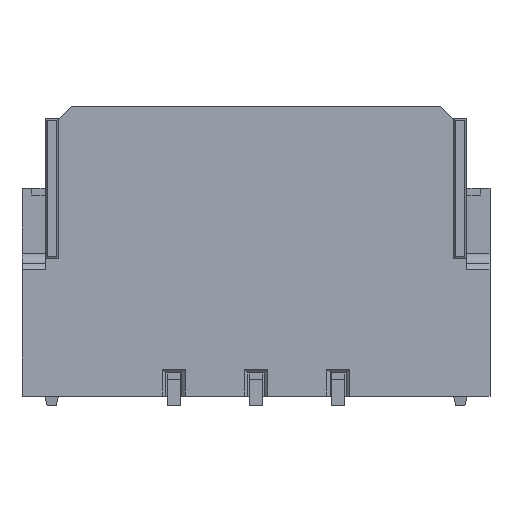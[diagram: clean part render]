
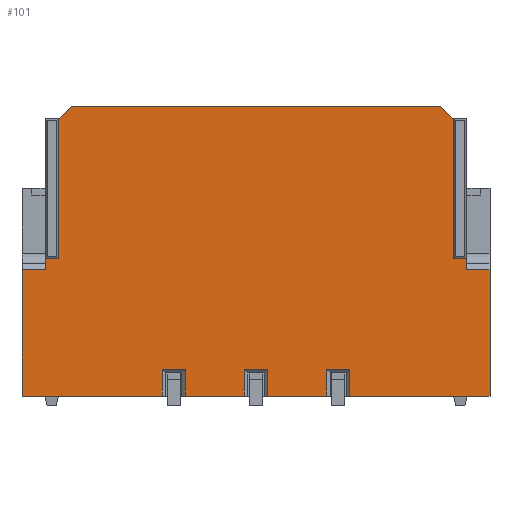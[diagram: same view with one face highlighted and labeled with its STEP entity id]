
A CAD part, front view. The second image highlights one B-rep face of the part: STEP entity #101.
In plain terms, the highlighted planar face has unit normal (0, -1, 0).
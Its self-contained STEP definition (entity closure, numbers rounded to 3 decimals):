
#101=ADVANCED_FACE('',(#490),#491,.T.);
#490=FACE_OUTER_BOUND('',#1188,.T.);
#491=PLANE('',#1189);
#1188=EDGE_LOOP('',(#2149,#2150,#2151,#2152,#2153,#2154,#2155,#2156,#2157,#2158,#2159,#2160,#2161,#2162,#2163,#2164,#2165,#2166,#2167,#2168,#2169,#2170,#2171,#2172,#2173,#2174));
#1189=AXIS2_PLACEMENT_3D('',#2175,#2176,#2177);
#2149=ORIENTED_EDGE('',*,*,#5004,.T.);
#2150=ORIENTED_EDGE('',*,*,#5000,.T.);
#2151=ORIENTED_EDGE('',*,*,#4864,.T.);
#2152=ORIENTED_EDGE('',*,*,#5005,.T.);
#2153=ORIENTED_EDGE('',*,*,#5006,.T.);
#2154=ORIENTED_EDGE('',*,*,#5007,.T.);
#2155=ORIENTED_EDGE('',*,*,#5008,.F.);
#2156=ORIENTED_EDGE('',*,*,#5009,.T.);
#2157=ORIENTED_EDGE('',*,*,#5010,.T.);
#2158=ORIENTED_EDGE('',*,*,#5011,.F.);
#2159=ORIENTED_EDGE('',*,*,#5012,.T.);
#2160=ORIENTED_EDGE('',*,*,#5013,.F.);
#2161=ORIENTED_EDGE('',*,*,#5014,.T.);
#2162=ORIENTED_EDGE('',*,*,#5015,.T.);
#2163=ORIENTED_EDGE('',*,*,#5016,.T.);
#2164=ORIENTED_EDGE('',*,*,#5017,.F.);
#2165=ORIENTED_EDGE('',*,*,#4852,.T.);
#2166=ORIENTED_EDGE('',*,*,#5018,.T.);
#2167=ORIENTED_EDGE('',*,*,#5019,.T.);
#2168=ORIENTED_EDGE('',*,*,#5020,.T.);
#2169=ORIENTED_EDGE('',*,*,#4842,.T.);
#2170=ORIENTED_EDGE('',*,*,#5021,.T.);
#2171=ORIENTED_EDGE('',*,*,#5022,.T.);
#2172=ORIENTED_EDGE('',*,*,#5023,.T.);
#2173=ORIENTED_EDGE('',*,*,#4832,.T.);
#2174=ORIENTED_EDGE('',*,*,#5024,.T.);
#2175=CARTESIAN_POINT('',(-3.55,-2.725,-2.2));
#2176=DIRECTION('',(0.0,-1.0,0.0));
#2177=DIRECTION('',(0.0,0.0,-1.0));
#4832=EDGE_CURVE('',#5847,#5848,#5849,.T.);
#4842=EDGE_CURVE('',#5868,#5866,#5869,.T.);
#4852=EDGE_CURVE('',#5888,#5886,#5889,.T.);
#4864=EDGE_CURVE('',#5912,#5910,#5913,.T.);
#5000=EDGE_CURVE('',#6161,#5912,#6162,.T.);
#5004=EDGE_CURVE('',#6164,#6161,#6168,.T.);
#5005=EDGE_CURVE('',#5910,#6169,#6170,.T.);
#5006=EDGE_CURVE('',#6169,#6171,#6172,.T.);
#5007=EDGE_CURVE('',#6171,#6173,#6174,.T.);
#5008=EDGE_CURVE('',#6175,#6173,#6176,.T.);
#5009=EDGE_CURVE('',#6175,#6177,#6178,.T.);
#5010=EDGE_CURVE('',#6177,#6179,#6180,.T.);
#5011=EDGE_CURVE('',#6181,#6179,#6182,.T.);
#5012=EDGE_CURVE('',#6181,#6183,#6184,.T.);
#5013=EDGE_CURVE('',#6185,#6183,#6186,.T.);
#5014=EDGE_CURVE('',#6185,#6187,#6188,.T.);
#5015=EDGE_CURVE('',#6187,#6189,#6190,.T.);
#5016=EDGE_CURVE('',#6189,#6191,#6192,.T.);
#5017=EDGE_CURVE('',#5888,#6191,#6193,.T.);
#5018=EDGE_CURVE('',#5886,#6194,#6195,.T.);
#5019=EDGE_CURVE('',#6194,#6196,#6197,.T.);
#5020=EDGE_CURVE('',#6196,#5868,#6198,.T.);
#5021=EDGE_CURVE('',#5866,#6199,#6200,.T.);
#5022=EDGE_CURVE('',#6199,#6201,#6202,.T.);
#5023=EDGE_CURVE('',#6201,#5847,#6203,.T.);
#5024=EDGE_CURVE('',#5848,#6164,#6204,.T.);
#5847=VERTEX_POINT('',#7454);
#5848=VERTEX_POINT('',#7455);
#5849=LINE('',#7456,#7457);
#5866=VERTEX_POINT('',#7482);
#5868=VERTEX_POINT('',#7485);
#5869=LINE('',#7486,#7487);
#5886=VERTEX_POINT('',#7512);
#5888=VERTEX_POINT('',#7515);
#5889=LINE('',#7516,#7517);
#5910=VERTEX_POINT('',#7548);
#5912=VERTEX_POINT('',#7551);
#5913=LINE('',#7552,#7553);
#6161=VERTEX_POINT('',#7934);
#6162=LINE('',#7935,#7936);
#6164=VERTEX_POINT('',#7939);
#6168=LINE('',#7945,#7946);
#6169=VERTEX_POINT('',#7947);
#6170=LINE('',#7948,#7949);
#6171=VERTEX_POINT('',#7950);
#6172=LINE('',#7951,#7952);
#6173=VERTEX_POINT('',#7953);
#6174=LINE('',#7954,#7955);
#6175=VERTEX_POINT('',#7956);
#6176=LINE('',#7957,#7958);
#6177=VERTEX_POINT('',#7959);
#6178=LINE('',#7960,#7961);
#6179=VERTEX_POINT('',#7962);
#6180=LINE('',#7963,#7964);
#6181=VERTEX_POINT('',#7965);
#6182=LINE('',#7966,#7967);
#6183=VERTEX_POINT('',#7968);
#6184=LINE('',#7969,#7970);
#6185=VERTEX_POINT('',#7971);
#6186=LINE('',#7972,#7973);
#6187=VERTEX_POINT('',#7974);
#6188=LINE('',#7975,#7976);
#6189=VERTEX_POINT('',#7977);
#6190=LINE('',#7978,#7979);
#6191=VERTEX_POINT('',#7980);
#6192=LINE('',#7981,#7982);
#6193=LINE('',#7983,#7984);
#6194=VERTEX_POINT('',#7985);
#6195=LINE('',#7986,#7987);
#6196=VERTEX_POINT('',#7988);
#6197=LINE('',#7989,#7990);
#6198=LINE('',#7991,#7992);
#6199=VERTEX_POINT('',#7993);
#6200=LINE('',#7994,#7995);
#6201=VERTEX_POINT('',#7996);
#6202=LINE('',#7997,#7998);
#6203=LINE('',#7999,#8000);
#6204=LINE('',#8001,#8002);
#7454=CARTESIAN_POINT('',(0.175,-2.725,-2.2));
#7455=CARTESIAN_POINT('',(1.075,-2.725,-2.2));
#7456=CARTESIAN_POINT('',(0.175,-2.725,-2.2));
#7457=VECTOR('',#9928,0.9);
#7482=CARTESIAN_POINT('',(-0.175,-2.725,-2.2));
#7485=CARTESIAN_POINT('',(-1.075,-2.725,-2.2));
#7486=CARTESIAN_POINT('',(-1.075,-2.725,-2.2));
#7487=VECTOR('',#9938,0.9);
#7512=CARTESIAN_POINT('',(-1.425,-2.725,-2.2));
#7515=CARTESIAN_POINT('',(-3.55,-2.725,-2.2));
#7516=CARTESIAN_POINT('',(-3.55,-2.725,-2.2));
#7517=VECTOR('',#9948,2.125);
#7548=CARTESIAN_POINT('',(3.55,-2.725,-2.2));
#7551=CARTESIAN_POINT('',(1.425,-2.725,-2.2));
#7552=CARTESIAN_POINT('',(1.425,-2.725,-2.2));
#7553=VECTOR('',#9960,2.125);
#7934=CARTESIAN_POINT('',(1.425,-2.725,-1.8));
#7935=CARTESIAN_POINT('',(1.425,-2.725,-1.8));
#7936=VECTOR('',#10100,0.4);
#7939=CARTESIAN_POINT('',(1.075,-2.725,-1.8));
#7945=CARTESIAN_POINT('',(1.075,-2.725,-1.8));
#7946=VECTOR('',#10104,0.35);
#7947=CARTESIAN_POINT('',(3.55,-2.725,-0.285));
#7948=CARTESIAN_POINT('',(3.55,-2.725,-2.2));
#7949=VECTOR('',#10105,1.915);
#7950=CARTESIAN_POINT('',(3.2,-2.725,-0.285));
#7951=CARTESIAN_POINT('',(3.55,-2.725,-0.285));
#7952=VECTOR('',#10106,0.35);
#7953=CARTESIAN_POINT('',(3.2,-2.725,-0.115));
#7954=CARTESIAN_POINT('',(3.2,-2.725,-0.285));
#7955=VECTOR('',#10107,0.17);
#7956=CARTESIAN_POINT('',(3.0,-2.725,-0.115));
#7957=CARTESIAN_POINT('',(3.0,-2.725,-0.115));
#7958=VECTOR('',#10108,0.2);
#7959=CARTESIAN_POINT('',(3.0,-2.725,2.0));
#7960=CARTESIAN_POINT('',(3.0,-2.725,-0.115));
#7961=VECTOR('',#10109,2.115);
#7962=CARTESIAN_POINT('',(2.8,-2.725,2.2));
#7963=CARTESIAN_POINT('',(3.0,-2.725,2.0));
#7964=VECTOR('',#10110,0.283);
#7965=CARTESIAN_POINT('',(-2.8,-2.725,2.2));
#7966=CARTESIAN_POINT('',(-2.8,-2.725,2.2));
#7967=VECTOR('',#10111,5.6);
#7968=CARTESIAN_POINT('',(-3.0,-2.725,2.0));
#7969=CARTESIAN_POINT('',(-2.8,-2.725,2.2));
#7970=VECTOR('',#10112,0.283);
#7971=CARTESIAN_POINT('',(-3.0,-2.725,-0.115));
#7972=CARTESIAN_POINT('',(-3.0,-2.725,-0.115));
#7973=VECTOR('',#10113,2.115);
#7974=CARTESIAN_POINT('',(-3.2,-2.725,-0.115));
#7975=CARTESIAN_POINT('',(-3.0,-2.725,-0.115));
#7976=VECTOR('',#10114,0.2);
#7977=CARTESIAN_POINT('',(-3.2,-2.725,-0.285));
#7978=CARTESIAN_POINT('',(-3.2,-2.725,-0.115));
#7979=VECTOR('',#10115,0.17);
#7980=CARTESIAN_POINT('',(-3.55,-2.725,-0.285));
#7981=CARTESIAN_POINT('',(-3.2,-2.725,-0.285));
#7982=VECTOR('',#10116,0.35);
#7983=CARTESIAN_POINT('',(-3.55,-2.725,-2.2));
#7984=VECTOR('',#10117,1.915);
#7985=CARTESIAN_POINT('',(-1.425,-2.725,-1.8));
#7986=CARTESIAN_POINT('',(-1.425,-2.725,-2.2));
#7987=VECTOR('',#10118,0.4);
#7988=CARTESIAN_POINT('',(-1.075,-2.725,-1.8));
#7989=CARTESIAN_POINT('',(-1.425,-2.725,-1.8));
#7990=VECTOR('',#10119,0.35);
#7991=CARTESIAN_POINT('',(-1.075,-2.725,-1.8));
#7992=VECTOR('',#10120,0.4);
#7993=CARTESIAN_POINT('',(-0.175,-2.725,-1.8));
#7994=CARTESIAN_POINT('',(-0.175,-2.725,-2.2));
#7995=VECTOR('',#10121,0.4);
#7996=CARTESIAN_POINT('',(0.175,-2.725,-1.8));
#7997=CARTESIAN_POINT('',(-0.175,-2.725,-1.8));
#7998=VECTOR('',#10122,0.35);
#7999=CARTESIAN_POINT('',(0.175,-2.725,-1.8));
#8000=VECTOR('',#10123,0.4);
#8001=CARTESIAN_POINT('',(1.075,-2.725,-2.2));
#8002=VECTOR('',#10124,0.4);
#9928=DIRECTION('',(1.0,0.0,0.0));
#9938=DIRECTION('',(1.0,0.0,0.0));
#9948=DIRECTION('',(1.0,0.0,0.0));
#9960=DIRECTION('',(1.0,0.0,0.0));
#10100=DIRECTION('',(0.0,0.0,-1.0));
#10104=DIRECTION('',(1.0,0.0,0.0));
#10105=DIRECTION('',(0.0,0.0,1.0));
#10106=DIRECTION('',(-1.0,0.0,0.0));
#10107=DIRECTION('',(0.0,0.0,1.0));
#10108=DIRECTION('',(1.0,0.0,0.0));
#10109=DIRECTION('',(0.0,0.0,1.0));
#10110=DIRECTION('',(-0.707,0.0,0.707));
#10111=DIRECTION('',(1.0,0.0,0.0));
#10112=DIRECTION('',(-0.707,0.0,-0.707));
#10113=DIRECTION('',(0.0,0.0,1.0));
#10114=DIRECTION('',(-1.0,0.0,0.0));
#10115=DIRECTION('',(0.0,0.0,-1.0));
#10116=DIRECTION('',(-1.0,0.0,0.0));
#10117=DIRECTION('',(0.0,0.0,1.0));
#10118=DIRECTION('',(0.0,0.0,1.0));
#10119=DIRECTION('',(1.0,0.0,0.0));
#10120=DIRECTION('',(0.0,0.0,-1.0));
#10121=DIRECTION('',(0.0,0.0,1.0));
#10122=DIRECTION('',(1.0,0.0,0.0));
#10123=DIRECTION('',(0.0,0.0,-1.0));
#10124=DIRECTION('',(0.0,0.0,1.0));
